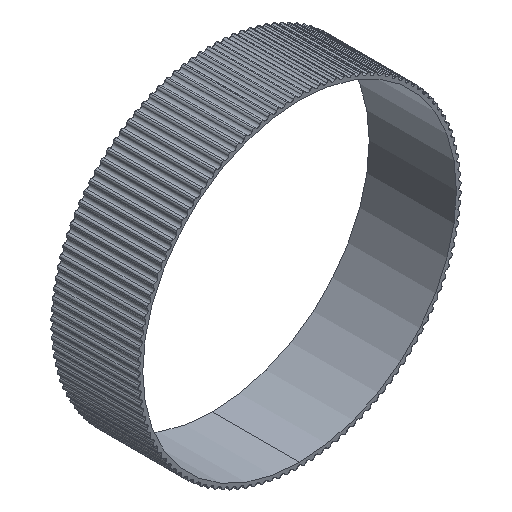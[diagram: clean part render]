
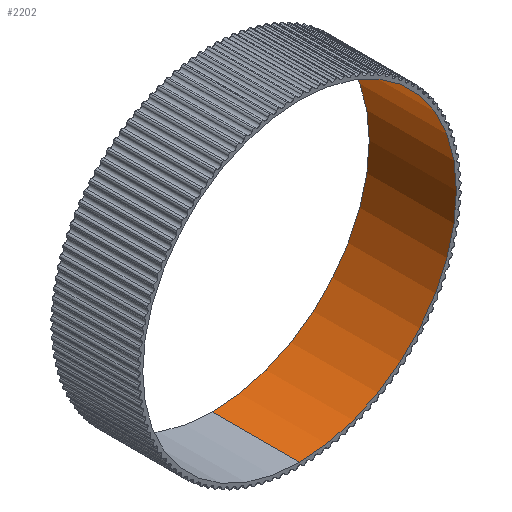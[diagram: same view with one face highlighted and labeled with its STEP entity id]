
A CAD part, isometric view. The second image highlights one B-rep face of the part: STEP entity #2202.
In plain terms, the highlighted cylindrical face has radius 63 mm (diameter 126 mm), a partial arc.
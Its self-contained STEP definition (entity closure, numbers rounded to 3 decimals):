
#93 = CYLINDRICAL_SURFACE ( 'NONE', #2679, 63. ) ;
#586 = DIRECTION ( 'NONE',  ( 0., 1., 0. ) ) ;
#820 = VECTOR ( 'NONE', #12545, 1000. ) ;
#1305 = CARTESIAN_POINT ( 'NONE',  ( 0., 17.5, -63. ) ) ;
#2049 = AXIS2_PLACEMENT_3D ( 'NONE', #10405, #13983, #10559 ) ;
#2202 = ADVANCED_FACE ( 'NONE', ( #10776 ), #93, .F. ) ;
#2208 = ORIENTED_EDGE ( 'NONE', *, *, #8933, .F. ) ;
#2679 = AXIS2_PLACEMENT_3D ( 'NONE', #4876, #3700, #8434 ) ;
#2778 = VERTEX_POINT ( 'NONE', #10116 ) ;
#2854 = CARTESIAN_POINT ( 'NONE',  ( 0., 17.5, -63. ) ) ;
#3700 = DIRECTION ( 'NONE',  ( 0., -1., 0. ) ) ;
#3835 = LINE ( 'NONE', #1305, #10861 ) ;
#3840 = VERTEX_POINT ( 'NONE', #4708 ) ;
#3980 = DIRECTION ( 'NONE',  ( 0., 0., 1. ) ) ;
#4708 = CARTESIAN_POINT ( 'NONE',  ( 0., 17.5, 63. ) ) ;
#4826 = ORIENTED_EDGE ( 'NONE', *, *, #13517, .T. ) ;
#4876 = CARTESIAN_POINT ( 'NONE',  ( 0., 17.5, 0. ) ) ;
#6084 = DIRECTION ( 'NONE',  ( 0., -1., 0. ) ) ;
#6375 = CARTESIAN_POINT ( 'NONE',  ( 0., -17.5, 0. ) ) ;
#7546 = CIRCLE ( 'NONE', #2049, 63. ) ;
#8372 = CARTESIAN_POINT ( 'NONE',  ( 0., -17.5, -63. ) ) ;
#8434 = DIRECTION ( 'NONE',  ( 0., 0., -1. ) ) ;
#8933 = EDGE_CURVE ( 'NONE', #2778, #9187, #14125, .T. ) ;
#8998 = VERTEX_POINT ( 'NONE', #2854 ) ;
#9187 = VERTEX_POINT ( 'NONE', #8372 ) ;
#9464 = CARTESIAN_POINT ( 'NONE',  ( 0., 17.5, 63. ) ) ;
#10116 = CARTESIAN_POINT ( 'NONE',  ( 0., -17.5, 63. ) ) ;
#10378 = EDGE_CURVE ( 'NONE', #3840, #8998, #7546, .T. ) ;
#10405 = CARTESIAN_POINT ( 'NONE',  ( 0., 17.5, 0. ) ) ;
#10559 = DIRECTION ( 'NONE',  ( 0., 0., 1. ) ) ;
#10776 = FACE_OUTER_BOUND ( 'NONE', #14010, .T. ) ;
#10861 = VECTOR ( 'NONE', #6084, 1000. ) ;
#11617 = EDGE_CURVE ( 'NONE', #3840, #2778, #13704, .T. ) ;
#11731 = ORIENTED_EDGE ( 'NONE', *, *, #10378, .T. ) ;
#12545 = DIRECTION ( 'NONE',  ( 0., -1., 0. ) ) ;
#12644 = AXIS2_PLACEMENT_3D ( 'NONE', #6375, #586, #3980 ) ;
#13481 = ORIENTED_EDGE ( 'NONE', *, *, #11617, .F. ) ;
#13517 = EDGE_CURVE ( 'NONE', #8998, #9187, #3835, .T. ) ;
#13704 = LINE ( 'NONE', #9464, #820 ) ;
#13983 = DIRECTION ( 'NONE',  ( 0., 1., 0. ) ) ;
#14010 = EDGE_LOOP ( 'NONE', ( #13481, #11731, #4826, #2208 ) ) ;
#14125 = CIRCLE ( 'NONE', #12644, 63. ) ;
